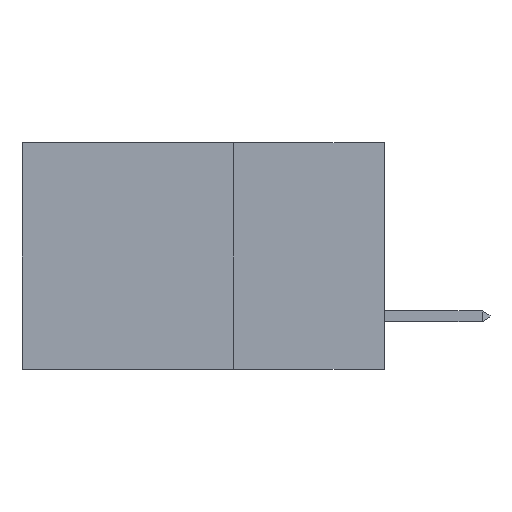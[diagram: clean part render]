
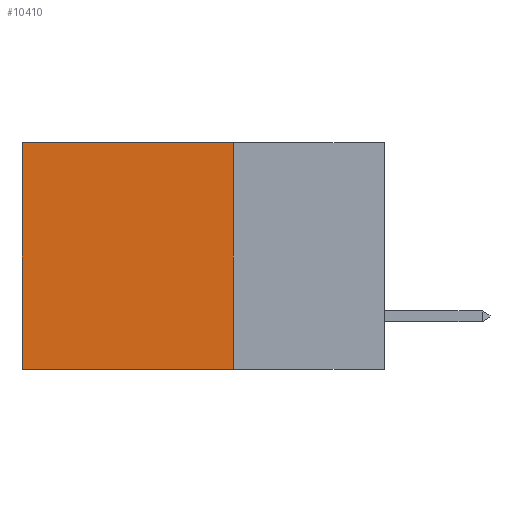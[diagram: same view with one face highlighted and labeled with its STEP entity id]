
A CAD part, left-side view. The second image highlights one B-rep face of the part: STEP entity #10410.
In plain terms, the highlighted planar face has unit normal (-1, 0, 0).
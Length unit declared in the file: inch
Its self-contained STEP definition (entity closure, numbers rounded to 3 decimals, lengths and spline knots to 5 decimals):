
#500 = ORIENTED_EDGE ( 'NONE', *, *, #7471, .F. ) ;
#1194 = VERTEX_POINT ( 'NONE', #6481 ) ;
#1226 = CARTESIAN_POINT ( 'NONE',  ( 0.2875, 0.6, 0. ) ) ;
#1511 = VERTEX_POINT ( 'NONE', #6191 ) ;
#1576 = CARTESIAN_POINT ( 'NONE',  ( 0.2875, 0.25, -0.375 ) ) ;
#2421 = LINE ( 'NONE', #10247, #14021 ) ;
#2820 = DIRECTION ( 'NONE',  ( 0., 0., -1. ) ) ;
#3215 = EDGE_CURVE ( 'NONE', #3645, #6153, #3971, .T. ) ;
#3645 = VERTEX_POINT ( 'NONE', #1226 ) ;
#3740 = VECTOR ( 'NONE', #13182, 39.37008 ) ;
#3971 = LINE ( 'NONE', #11730, #5194 ) ;
#4803 = DIRECTION ( 'NONE',  ( 0., 1., 0. ) ) ;
#5194 = VECTOR ( 'NONE', #11586, 39.37008 ) ;
#5496 = LINE ( 'NONE', #8510, #3740 ) ;
#5906 = LINE ( 'NONE', #10379, #8196 ) ;
#6030 = PLANE ( 'NONE',  #9128 ) ;
#6153 = VERTEX_POINT ( 'NONE', #8059 ) ;
#6191 = CARTESIAN_POINT ( 'NONE',  ( 0.2875, 0.25, -0.375 ) ) ;
#6481 = CARTESIAN_POINT ( 'NONE',  ( 0.2875, 0.25, 0. ) ) ;
#6884 = DIRECTION ( 'NONE',  ( 0., 0., -1. ) ) ;
#7471 = EDGE_CURVE ( 'NONE', #1194, #1511, #2421, .T. ) ;
#7895 = EDGE_CURVE ( 'NONE', #1194, #3645, #5496, .T. ) ;
#8059 = CARTESIAN_POINT ( 'NONE',  ( 0.2875, 0.6, -0.375 ) ) ;
#8196 = VECTOR ( 'NONE', #4803, 39.37008 ) ;
#8510 = CARTESIAN_POINT ( 'NONE',  ( 0.2875, 0.25, 0. ) ) ;
#8755 = EDGE_CURVE ( 'NONE', #1511, #6153, #5906, .T. ) ;
#8875 = ORIENTED_EDGE ( 'NONE', *, *, #8755, .F. ) ;
#9128 = AXIS2_PLACEMENT_3D ( 'NONE', #1576, #9759, #2820 ) ;
#9759 = DIRECTION ( 'NONE',  ( 1., 0., 0. ) ) ;
#10247 = CARTESIAN_POINT ( 'NONE',  ( 0.2875, 0.25, -0.375 ) ) ;
#10351 = EDGE_LOOP ( 'NONE', ( #11860, #8875, #500, #14191 ) ) ;
#10379 = CARTESIAN_POINT ( 'NONE',  ( 0.2875, 0.25, -0.375 ) ) ;
#10410 = ADVANCED_FACE ( 'NONE', ( #11599 ), #6030, .F. ) ;
#11586 = DIRECTION ( 'NONE',  ( 0., 0., -1. ) ) ;
#11599 = FACE_OUTER_BOUND ( 'NONE', #10351, .T. ) ;
#11730 = CARTESIAN_POINT ( 'NONE',  ( 0.2875, 0.6, -0.375 ) ) ;
#11860 = ORIENTED_EDGE ( 'NONE', *, *, #3215, .T. ) ;
#13182 = DIRECTION ( 'NONE',  ( 0., 1., 0. ) ) ;
#14021 = VECTOR ( 'NONE', #6884, 39.37008 ) ;
#14191 = ORIENTED_EDGE ( 'NONE', *, *, #7895, .T. ) ;
